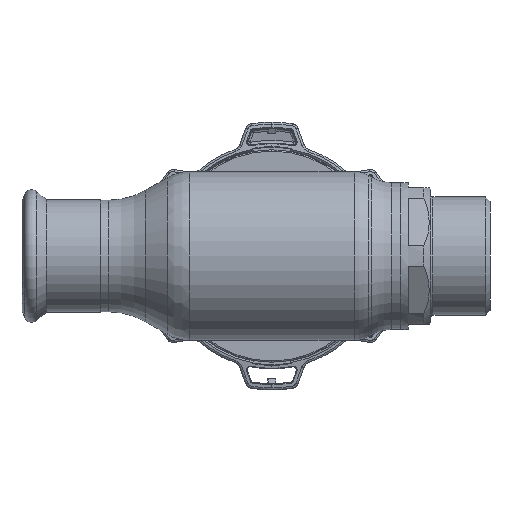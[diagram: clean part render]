
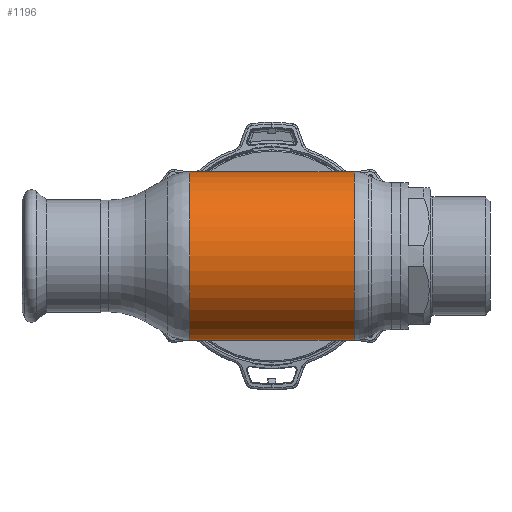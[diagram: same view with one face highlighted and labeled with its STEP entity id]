
A CAD part, front view. The second image highlights one B-rep face of the part: STEP entity #1196.
In plain terms, the highlighted cylindrical face has radius 34 mm (diameter 68 mm), a partial arc.
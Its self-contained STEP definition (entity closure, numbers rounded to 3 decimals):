
#1196 = ADVANCED_FACE ( 'NONE', ( #4731 ), #10157, .T. ) ;
#2160 = EDGE_CURVE ( 'NONE', #33330, #9745, #6724, .T. ) ;
#2388 = VECTOR ( 'NONE', #3948, 1000. ) ;
#2688 = ORIENTED_EDGE ( 'NONE', *, *, #30858, .F. ) ;
#3298 = CARTESIAN_POINT ( 'NONE',  ( -33.177, 0., 34. ) ) ;
#3605 = CARTESIAN_POINT ( 'NONE',  ( 62.69, 0., -34. ) ) ;
#3673 = ORIENTED_EDGE ( 'NONE', *, *, #18474, .F. ) ;
#3948 = DIRECTION ( 'NONE',  ( 1., 0., 0. ) ) ;
#4731 = FACE_OUTER_BOUND ( 'NONE', #22405, .T. ) ;
#4856 = DIRECTION ( 'NONE',  ( 1., 0., 0. ) ) ;
#6724 = LINE ( 'NONE', #3605, #2388 ) ;
#6949 = CARTESIAN_POINT ( 'NONE',  ( -33.177, 0., 0. ) ) ;
#7666 = VECTOR ( 'NONE', #31009, 1000. ) ;
#7993 = EDGE_CURVE ( 'NONE', #23364, #33330, #31868, .T. ) ;
#8271 = CARTESIAN_POINT ( 'NONE',  ( 33.177, 0., 34. ) ) ;
#9745 = VERTEX_POINT ( 'NONE', #9795 ) ;
#9795 = CARTESIAN_POINT ( 'NONE',  ( 33.177, 0., -34. ) ) ;
#10157 = CYLINDRICAL_SURFACE ( 'NONE', #26957, 34. ) ;
#11505 = CARTESIAN_POINT ( 'NONE',  ( 33.177, 0., 0. ) ) ;
#11945 = CARTESIAN_POINT ( 'NONE',  ( 62.69, 0., 34. ) ) ;
#12819 = ORIENTED_EDGE ( 'NONE', *, *, #7993, .T. ) ;
#15443 = DIRECTION ( 'NONE',  ( 1., 0., 0. ) ) ;
#18474 = EDGE_CURVE ( 'NONE', #25010, #9745, #30373, .T. ) ;
#20367 = ORIENTED_EDGE ( 'NONE', *, *, #2160, .T. ) ;
#20657 = DIRECTION ( 'NONE',  ( 0., 0., -1. ) ) ;
#20827 = CARTESIAN_POINT ( 'NONE',  ( 62.69, 0., 0. ) ) ;
#22083 = CARTESIAN_POINT ( 'NONE',  ( -33.177, 0., -34. ) ) ;
#22405 = EDGE_LOOP ( 'NONE', ( #2688, #12819, #20367, #3673 ) ) ;
#23364 = VERTEX_POINT ( 'NONE', #3298 ) ;
#24226 = AXIS2_PLACEMENT_3D ( 'NONE', #11505, #30715, #28081 ) ;
#25010 = VERTEX_POINT ( 'NONE', #8271 ) ;
#26957 = AXIS2_PLACEMENT_3D ( 'NONE', #20827, #15443, #20657 ) ;
#28081 = DIRECTION ( 'NONE',  ( 0., 0., -1. ) ) ;
#28490 = DIRECTION ( 'NONE',  ( 0., 0., -1. ) ) ;
#30373 = CIRCLE ( 'NONE', #24226, 34. ) ;
#30715 = DIRECTION ( 'NONE',  ( 1., 0., 0. ) ) ;
#30740 = AXIS2_PLACEMENT_3D ( 'NONE', #6949, #4856, #28490 ) ;
#30858 = EDGE_CURVE ( 'NONE', #23364, #25010, #33594, .T. ) ;
#31009 = DIRECTION ( 'NONE',  ( 1., 0., 0. ) ) ;
#31868 = CIRCLE ( 'NONE', #30740, 34. ) ;
#33330 = VERTEX_POINT ( 'NONE', #22083 ) ;
#33594 = LINE ( 'NONE', #11945, #7666 ) ;
